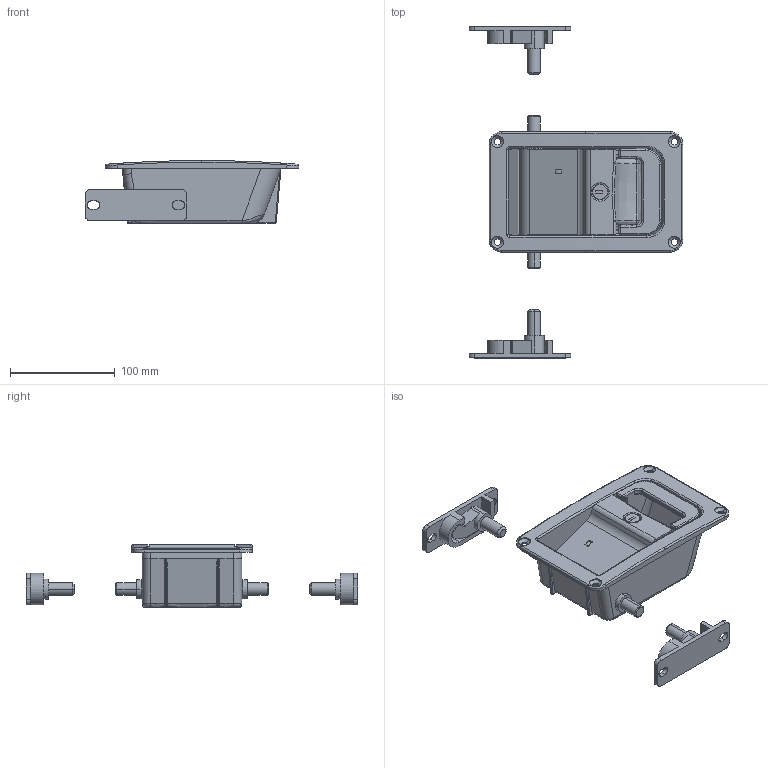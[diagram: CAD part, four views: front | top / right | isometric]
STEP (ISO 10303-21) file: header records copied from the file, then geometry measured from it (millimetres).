
FILE_DESCRIPTION (( 'STEP AP203' ), '1' );
FILE_NAME ('FA-816-4.STEP', '2021-07-19T07:10:32', ( '' ), ( '' ), 'SwSTEP 2.0', 'SolidWorks 2018', '' );
FILE_SCHEMA (( 'CONFIG_CONTROL_DESIGN' ));
Length unit declared in the file: millimetre
Products named in the file (22): FA-816-4_handle shaft_; FA-816-4_toothed wast__屇傃6; FA-816-4_jointC_; FA-1815-S-5_; FA-816-4_stopper_; FA-816-4_T0230 rotor__T儘乕僞乕; FA-816-4_Small screws with cross holes__M4x8十字穴付トラス小ねじ(SUS); FA-1815-S-5_keeper__R; FA-816-4_ratchet shaft_; FA-816-4_handle_; FA-816-4_Small screws with cross holes__M6x20十字穴付トラス小ねじ(SUS); FA-816-4_lever_; FA-816-4_toothed wast__屇傃4; FA-816-4; FA-1815-S-5_keeper__L; FA-816-4_nylon washer_; FA-816-4_latch_; FA-816-4_lock shaft_; FA-816-4_ratchet_; FA-1815-S-5_fook__R; FA-816-4_body_; FA-1815-S-5_fook__L
Assembly tree (25 placements, depth 3):
  FA-816-4
    FA-816-4_body_
    FA-816-4_handle_
    FA-816-4_lever_
    FA-816-4_handle shaft_
    FA-816-4_T0230 rotor__T儘乕僞乕
    FA-816-4_stopper_
    FA-816-4_ratchet_
    FA-816-4_ratchet shaft_
    FA-816-4_latch_
    FA-816-4_lock shaft_
    FA-816-4_jointC_  x2
    FA-816-4_Small screws with cross holes__M6x20十字穴付トラス小ねじ(SUS)  x2
    FA-816-4_toothed wast__屇傃6  x2
    FA-816-4_Small screws with cross holes__M4x8十字穴付トラス小ねじ(SUS)
    FA-816-4_toothed wast__屇傃4
    FA-816-4_nylon washer_  x2
    FA-1815-S-5_
      FA-1815-S-5_keeper__R
      FA-1815-S-5_fook__R
      FA-1815-S-5_keeper__L
      FA-1815-S-5_fook__L
Bounding box: 204 x 317 x 60.07 mm (x, y, z)
Volume: 426060.6 mm3; surface area: 204527.9 mm2
Topology: 24 solids, 24 shells, 1209 faces, 3138 edges, 1998 vertices
Faces by surface type: cylinder 524, plane 488, torus 70, cone 59, bspline 58, sphere 10
Entity records: 40884 total; most frequent: CARTESIAN_POINT 11580, DIRECTION 5699, ORIENTED_EDGE 5650, EDGE_CURVE 2825, AXIS2_PLACEMENT_3D 2113, VERTEX_POINT 1803, VECTOR 1473, LINE 1473
